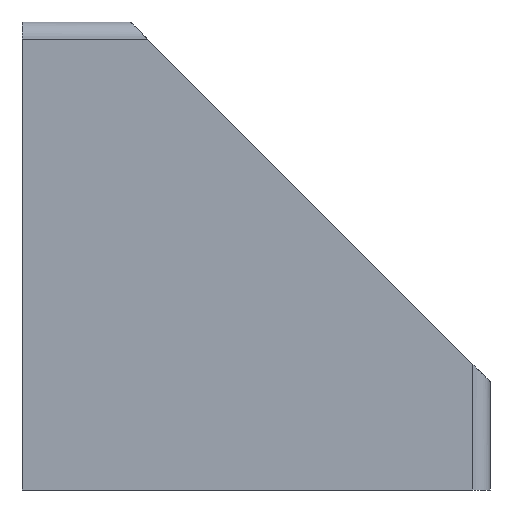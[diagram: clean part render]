
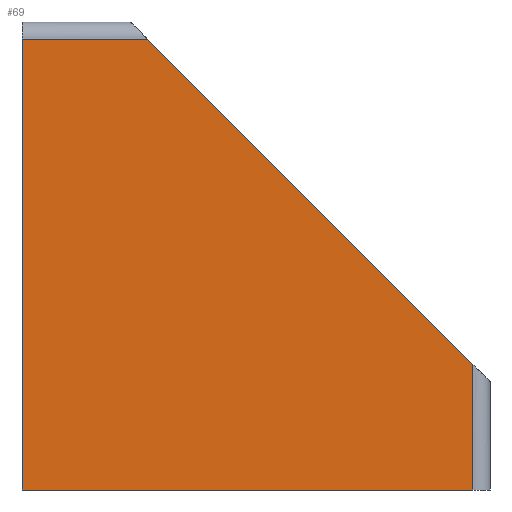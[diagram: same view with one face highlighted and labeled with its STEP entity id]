
A CAD part, left-side view. The second image highlights one B-rep face of the part: STEP entity #69.
In plain terms, the highlighted planar face has unit normal (-1, 0, 0).
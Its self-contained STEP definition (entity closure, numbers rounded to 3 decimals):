
#69=ADVANCED_FACE('1274',(#157),#158,.T.);
#157=FACE_OUTER_BOUND('',#265,.T.);
#158=PLANE('',#266);
#265=EDGE_LOOP('',(#404,#405,#406,#407,#408));
#266=AXIS2_PLACEMENT_3D('',#409,#410,#411);
#404=ORIENTED_EDGE('',*,*,#668,.T.);
#405=ORIENTED_EDGE('',*,*,#680,.T.);
#406=ORIENTED_EDGE('',*,*,#681,.T.);
#407=ORIENTED_EDGE('',*,*,#682,.T.);
#408=ORIENTED_EDGE('',*,*,#678,.T.);
#409=CARTESIAN_POINT('',(-21.5,0.0,0.0));
#410=DIRECTION('',(-1.0,0.0,0.0));
#411=DIRECTION('',(0.0,-1.0,0.0));
#668=EDGE_CURVE('8316',#801,#799,#802,.T.);
#678=EDGE_CURVE('8058',#814,#801,#816,.T.);
#680=EDGE_CURVE('8063',#799,#818,#819,.T.);
#681=EDGE_CURVE('8077',#818,#820,#821,.T.);
#682=EDGE_CURVE('8076',#820,#814,#822,.T.);
#799=VERTEX_POINT('',#1003);
#801=VERTEX_POINT('',#1014);
#802=LINE('',#1015,#1016);
#814=VERTEX_POINT('',#1042);
#816=LINE('',#1044,#1045);
#818=VERTEX_POINT('',#1047);
#819=LINE('',#1048,#1049);
#820=VERTEX_POINT('',#1050);
#821=LINE('',#1051,#1052);
#822=LINE('',#1053,#1054);
#1003=CARTESIAN_POINT('',(-21.5,-11.0,39.5));
#1014=CARTESIAN_POINT('',(-21.5,-39.5,11.0));
#1015=CARTESIAN_POINT('',(-21.5,-39.5,11.0));
#1016=VECTOR('',#1246,40.305);
#1042=CARTESIAN_POINT('',(-21.5,-39.5,0.0));
#1044=CARTESIAN_POINT('',(-21.5,-39.5,0.0));
#1045=VECTOR('',#1255,11.0);
#1047=CARTESIAN_POINT('',(-21.5,0.0,39.5));
#1048=CARTESIAN_POINT('',(-21.5,-11.0,39.5));
#1049=VECTOR('',#1256,11.0);
#1050=CARTESIAN_POINT('',(-21.5,0.0,0.0));
#1051=CARTESIAN_POINT('',(-21.5,0.0,39.5));
#1052=VECTOR('',#1257,39.5);
#1053=CARTESIAN_POINT('',(-21.5,0.0,0.0));
#1054=VECTOR('',#1258,39.5);
#1246=DIRECTION('',(0.0,0.707,0.707));
#1255=DIRECTION('',(0.0,0.0,1.0));
#1256=DIRECTION('',(0.0,1.0,0.0));
#1257=DIRECTION('',(0.0,0.0,-1.0));
#1258=DIRECTION('',(0.0,-1.0,0.0));
